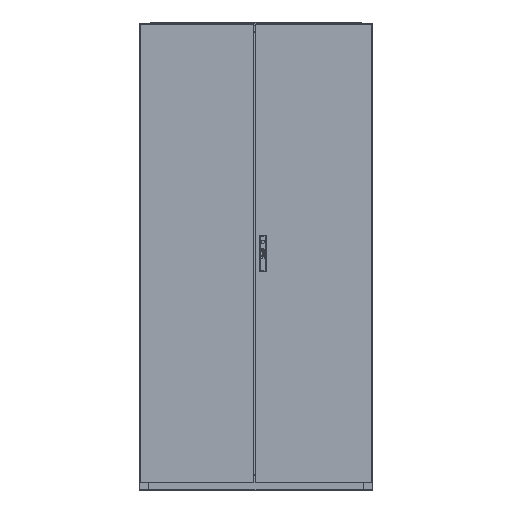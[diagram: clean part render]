
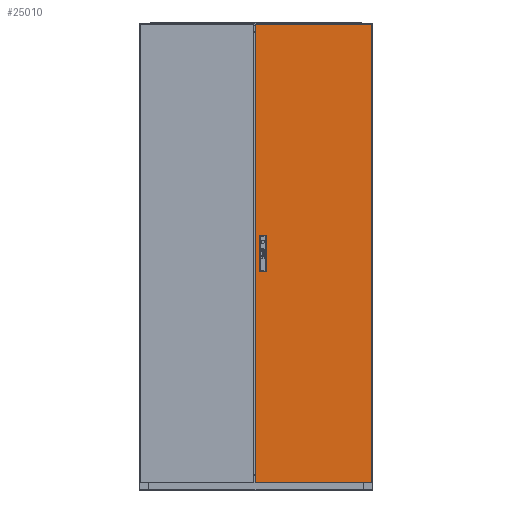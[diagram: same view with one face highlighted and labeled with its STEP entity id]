
A CAD part, top view. The second image highlights one B-rep face of the part: STEP entity #25010.
In plain terms, the highlighted planar face has unit normal (0, 0, 1).
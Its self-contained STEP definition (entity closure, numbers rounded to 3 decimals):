
#1797 = FACE_OUTER_BOUND ( 'NONE', #87228, .T. ) ;
#3636 = CARTESIAN_POINT ( 'NONE',  ( -233.2, -78.5, 0. ) ) ;
#4443 = VERTEX_POINT ( 'NONE', #70980 ) ;
#5791 = ORIENTED_EDGE ( 'NONE', *, *, #69531, .T. ) ;
#8278 = VECTOR ( 'NONE', #54635, 1000. ) ;
#11535 = VECTOR ( 'NONE', #26140, 1000. ) ;
#14217 = DIRECTION ( 'NONE',  ( 1., 0., 0. ) ) ;
#14943 = VERTEX_POINT ( 'NONE', #42636 ) ;
#19556 = VERTEX_POINT ( 'NONE', #62953 ) ;
#20976 = CARTESIAN_POINT ( 'NONE',  ( -250., -983.5, 0. ) ) ;
#25010 = ADVANCED_FACE ( 'NONE', ( #1797, #56216 ), #116889, .T. ) ;
#25821 = CARTESIAN_POINT ( 'NONE',  ( -250., 983.5, 0. ) ) ;
#26140 = DIRECTION ( 'NONE',  ( 0., -1., 0. ) ) ;
#30077 = CARTESIAN_POINT ( 'NONE',  ( 250., -983.5, 0. ) ) ;
#30697 = CARTESIAN_POINT ( 'NONE',  ( -250., 983.5, 0. ) ) ;
#31145 = DIRECTION ( 'NONE',  ( 0., -1., 0. ) ) ;
#34218 = LINE ( 'NONE', #81823, #58311 ) ;
#35255 = ORIENTED_EDGE ( 'NONE', *, *, #90105, .T. ) ;
#36658 = CARTESIAN_POINT ( 'NONE',  ( -233.2, 78.5, 0. ) ) ;
#37994 = VECTOR ( 'NONE', #14217, 1000. ) ;
#42636 = CARTESIAN_POINT ( 'NONE',  ( -233.2, -78.5, 0. ) ) ;
#43312 = ORIENTED_EDGE ( 'NONE', *, *, #127003, .F. ) ;
#45019 = LINE ( 'NONE', #102718, #96397 ) ;
#51129 = LINE ( 'NONE', #30697, #81647 ) ;
#53549 = ORIENTED_EDGE ( 'NONE', *, *, #80987, .T. ) ;
#54635 = DIRECTION ( 'NONE',  ( 1., 0., 0. ) ) ;
#55947 = VERTEX_POINT ( 'NONE', #20976 ) ;
#56216 = FACE_BOUND ( 'NONE', #108919, .T. ) ;
#56336 = ORIENTED_EDGE ( 'NONE', *, *, #75229, .F. ) ;
#56649 = DIRECTION ( 'NONE',  ( -1., 0., 0. ) ) ;
#58311 = VECTOR ( 'NONE', #93472, 1000. ) ;
#61180 = VERTEX_POINT ( 'NONE', #61906 ) ;
#61420 = ORIENTED_EDGE ( 'NONE', *, *, #128957, .T. ) ;
#61906 = CARTESIAN_POINT ( 'NONE',  ( -250., 983.5, 0. ) ) ;
#62953 = CARTESIAN_POINT ( 'NONE',  ( 250., 983.5, 0. ) ) ;
#65297 = CARTESIAN_POINT ( 'NONE',  ( 0., 0., 0. ) ) ;
#65303 = CARTESIAN_POINT ( 'NONE',  ( -250., -983.5, 0. ) ) ;
#65726 = DIRECTION ( 'NONE',  ( 1., 0., 0. ) ) ;
#68603 = VERTEX_POINT ( 'NONE', #30077 ) ;
#69531 = EDGE_CURVE ( 'NONE', #19556, #61180, #99238, .T. ) ;
#70980 = CARTESIAN_POINT ( 'NONE',  ( -233.2, 78.5, 0. ) ) ;
#75229 = EDGE_CURVE ( 'NONE', #4443, #14943, #120582, .T. ) ;
#80987 = EDGE_CURVE ( 'NONE', #4443, #93180, #105767, .T. ) ;
#81647 = VECTOR ( 'NONE', #31145, 1000. ) ;
#81823 = CARTESIAN_POINT ( 'NONE',  ( -202.8, 0., 0. ) ) ;
#81934 = ORIENTED_EDGE ( 'NONE', *, *, #120441, .T. ) ;
#87228 = EDGE_LOOP ( 'NONE', ( #81934, #5791, #61420, #35255 ) ) ;
#88023 = ORIENTED_EDGE ( 'NONE', *, *, #88435, .T. ) ;
#88435 = EDGE_CURVE ( 'NONE', #93180, #130571, #34218, .T. ) ;
#90047 = LINE ( 'NONE', #3636, #8278 ) ;
#90105 = EDGE_CURVE ( 'NONE', #55947, #68603, #92532, .T. ) ;
#92532 = LINE ( 'NONE', #65303, #37994 ) ;
#92770 = VECTOR ( 'NONE', #56649, 1000. ) ;
#93180 = VERTEX_POINT ( 'NONE', #113800 ) ;
#93472 = DIRECTION ( 'NONE',  ( 0., -1., 0. ) ) ;
#96397 = VECTOR ( 'NONE', #113043, 1000. ) ;
#99238 = LINE ( 'NONE', #25821, #92770 ) ;
#102383 = AXIS2_PLACEMENT_3D ( 'NONE', #65297, #127093, #65726 ) ;
#102718 = CARTESIAN_POINT ( 'NONE',  ( 250., 983.5, 0. ) ) ;
#105767 = LINE ( 'NONE', #36658, #132989 ) ;
#108205 = CARTESIAN_POINT ( 'NONE',  ( -233.2, 0., 0. ) ) ;
#108919 = EDGE_LOOP ( 'NONE', ( #56336, #53549, #88023, #43312 ) ) ;
#112826 = CARTESIAN_POINT ( 'NONE',  ( -202.8, -78.5, 0. ) ) ;
#113043 = DIRECTION ( 'NONE',  ( 0., 1., 0. ) ) ;
#113800 = CARTESIAN_POINT ( 'NONE',  ( -202.8, 78.5, 0. ) ) ;
#116889 = PLANE ( 'NONE',  #102383 ) ;
#119213 = DIRECTION ( 'NONE',  ( 1., 0., 0. ) ) ;
#120441 = EDGE_CURVE ( 'NONE', #68603, #19556, #45019, .T. ) ;
#120582 = LINE ( 'NONE', #108205, #11535 ) ;
#127003 = EDGE_CURVE ( 'NONE', #14943, #130571, #90047, .T. ) ;
#127093 = DIRECTION ( 'NONE',  ( 0., 0., 1. ) ) ;
#128957 = EDGE_CURVE ( 'NONE', #61180, #55947, #51129, .T. ) ;
#130571 = VERTEX_POINT ( 'NONE', #112826 ) ;
#132989 = VECTOR ( 'NONE', #119213, 1000. ) ;
